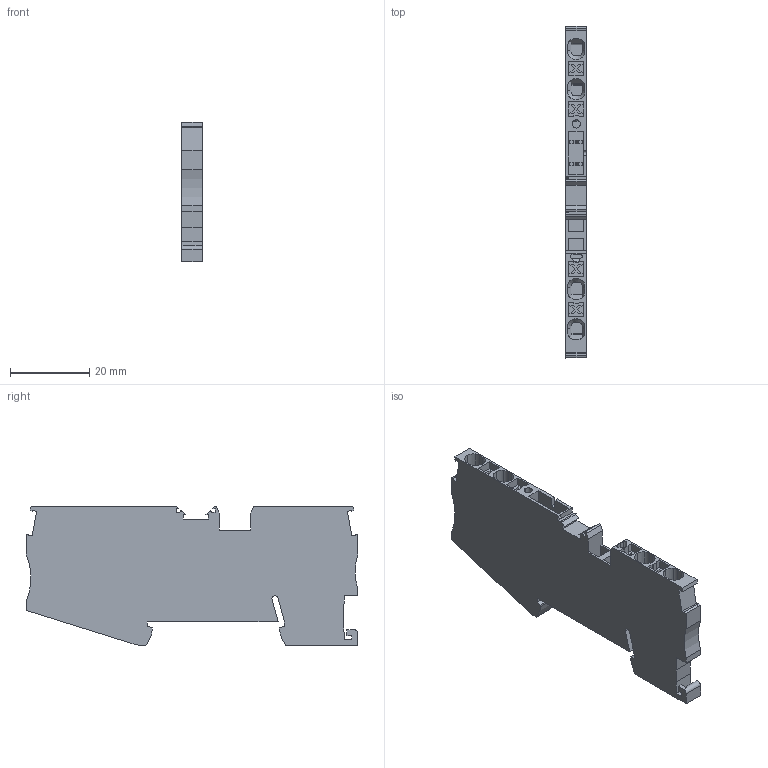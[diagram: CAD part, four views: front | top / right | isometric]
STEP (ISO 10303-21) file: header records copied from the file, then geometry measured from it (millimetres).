
FILE_DESCRIPTION(('Creo Elements/Direct Modeling STEP Export'),'2;1');
FILE_NAME('model.stp','2024-03-14T11:46:20',(''),(''),'Creo Elements/Direct Modeling STEP processor for AP214 (Solid Model)','Creo Elements/Direct Modeling 20.1D 10-Oct-2020 (C) Parametric Technology GmbH','');
FILE_SCHEMA(('AUTOMOTIVE_DESIGN { 1 0 10303 214 1 1 1 1 }'));
Length unit declared in the file: millimetre
Products named in the file (2): XT_2.5_QUATTRO_TG-select
Assembly tree (1 placements, depth 2):
  XT_2.5_QUATTRO_TG-select
    XT_2.5_QUATTRO_TG-select
Bounding box: 5.15 x 84 x 35.25 mm (x, y, z)
Volume: 10995.6 mm3; surface area: 8241.4 mm2
Topology: 1 solids, 1 shells, 344 faces, 972 edges, 648 vertices
Faces by surface type: plane 265, cylinder 70, extrusion 5, cone 4
Entity records: 16059 total; most frequent: CARTESIAN_POINT 4350, ORIENTED_EDGE 1944, DIRECTION 1676, EDGE_CURVE 972, VECTOR 778, LINE 773, VERTEX_POINT 648, AXIS2_PLACEMENT_3D 449
